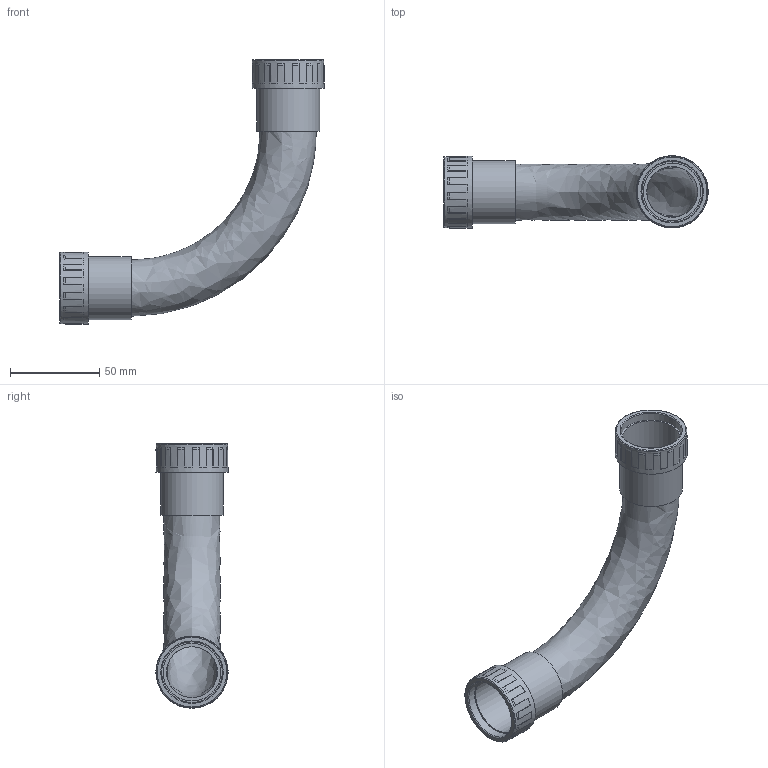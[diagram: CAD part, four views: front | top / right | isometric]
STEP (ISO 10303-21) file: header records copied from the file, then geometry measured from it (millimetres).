
FILE_DESCRIPTION (( 'STEP AP203' ), '1' );
FILE_NAME ('CTA10D-CSG32-K41-025 - Ïîâîðîò íà 90 òðóáà-òðóáà IP65 CSG32.STEP', '2016-06-24T12:52:15', ( '' ), ( '' ), 'SwSTEP 2.0', 'SolidWorks 2014', '' );
FILE_SCHEMA (( 'CONFIG_CONTROL_DESIGN' ));
Length unit declared in the file: millimetre
Products named in the file (1): CTA10D-CSG32-K41-025 - Ïîâîðîò íà 90 òðóáà-òðóáà  IP65 CSG32
Bounding box: 148.2 x 40.4 x 148.2 mm (x, y, z)
Volume: 39809.1 mm3; surface area: 45866 mm2
Topology: 1 solids, 1 shells, 148 faces, 408 edges, 270 vertices
Faces by surface type: plane 100, cone 30, cylinder 12, torus 4, bspline 2
Full cylindrical faces by diameter (mm): 28.5 x2, 32.3 x2, 34 x2, 35.3 x2, 40 x2, 40.4 x2
Entity records: 4987 total; most frequent: CARTESIAN_POINT 1217, ORIENTED_EDGE 772, DIRECTION 762, EDGE_CURVE 386, AXIS2_PLACEMENT_3D 291, VERTEX_POINT 266, LINE 180, VECTOR 180
